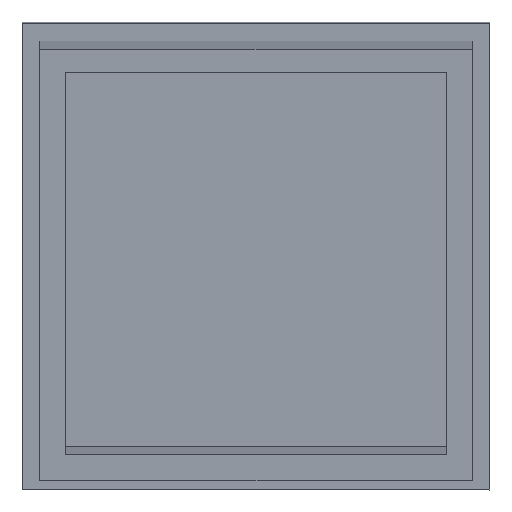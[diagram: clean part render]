
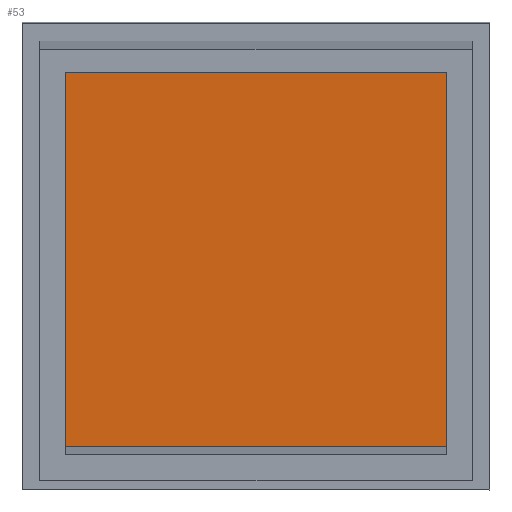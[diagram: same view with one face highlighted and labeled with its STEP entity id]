
A CAD part, left-side view. The second image highlights one B-rep face of the part: STEP entity #53.
In plain terms, the highlighted planar face has unit normal (-0.998, 0, -0.068).
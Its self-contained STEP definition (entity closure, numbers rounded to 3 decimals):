
#53=ADVANCED_FACE('',(#197),#199,.F.);
#197=FACE_BOUND('',#198,.T.);
#198=EDGE_LOOP('',(#313,#314,#315,#316));
#199=PLANE('',#200);
#200=AXIS2_PLACEMENT_3D('',#201,#202,#203);
#201=CARTESIAN_POINT('',(229.004,0.,15.674));
#202=DIRECTION('',(0.998,0.,0.068));
#203=DIRECTION('',(0.,1.,0.));
#313=ORIENTED_EDGE('',*,*,#385,.F.);
#314=ORIENTED_EDGE('',*,*,#386,.T.);
#315=ORIENTED_EDGE('',*,*,#387,.F.);
#316=ORIENTED_EDGE('',*,*,#388,.F.);
#385=EDGE_CURVE('',#421,#422,#423,.T.);
#386=EDGE_CURVE('',#421,#424,#425,.T.);
#387=EDGE_CURVE('',#426,#424,#427,.T.);
#388=EDGE_CURVE('',#422,#426,#428,.T.);
#421=VERTEX_POINT('',#489);
#422=VERTEX_POINT('',#490);
#423=LINE('',#491,#492);
#424=VERTEX_POINT('',#494);
#425=LINE('',#495,#496);
#426=VERTEX_POINT('',#498);
#427=LINE('',#499,#500);
#428=LINE('',#502,#503);
#489=CARTESIAN_POINT('',(227.62,-12.924,35.896));
#490=CARTESIAN_POINT('',(229.86,-12.924,3.172));
#491=CARTESIAN_POINT('',(227.62,-12.924,35.896));
#492=VECTOR('',#493,1.);
#493=DIRECTION('',(0.068,0.,-0.998));
#494=CARTESIAN_POINT('',(227.62,19.676,35.896));
#495=CARTESIAN_POINT('',(227.62,-12.924,35.896));
#496=VECTOR('',#497,1.);
#497=DIRECTION('',(0.,1.,0.));
#498=CARTESIAN_POINT('',(229.86,19.676,3.172));
#499=CARTESIAN_POINT('',(229.86,19.676,3.172));
#500=VECTOR('',#501,1.);
#501=DIRECTION('',(-0.068,0.,0.998));
#502=CARTESIAN_POINT('',(229.86,-12.924,3.172));
#503=VECTOR('',#504,1.);
#504=DIRECTION('',(0.,1.,0.));
